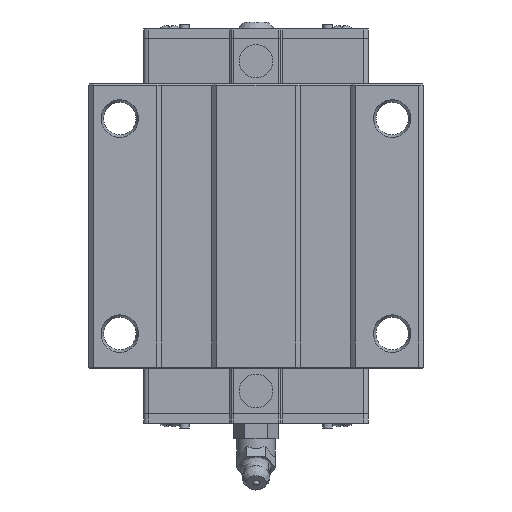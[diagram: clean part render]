
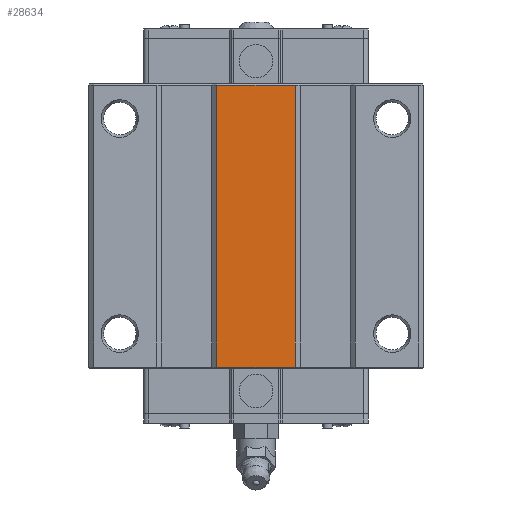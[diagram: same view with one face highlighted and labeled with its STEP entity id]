
A CAD part, front view. The second image highlights one B-rep face of the part: STEP entity #28634.
In plain terms, the highlighted planar face has unit normal (0, -1, 0).
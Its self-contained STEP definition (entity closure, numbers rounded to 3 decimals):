
#677 = DIRECTION ( 'NONE',  ( 1., 0., 0. ) ) ;
#1076 = VECTOR ( 'NONE', #7018, 1000. ) ;
#2224 = CARTESIAN_POINT ( 'NONE',  ( -35., -14.6, -29.5 ) ) ;
#3530 = ORIENTED_EDGE ( 'NONE', *, *, #29471, .F. ) ;
#4761 = EDGE_CURVE ( 'NONE', #28743, #20122, #8329, .T. ) ;
#5781 = AXIS2_PLACEMENT_3D ( 'NONE', #22326, #6681, #24413 ) ;
#5936 = EDGE_CURVE ( 'NONE', #24330, #28743, #15741, .T. ) ;
#6404 = PLANE ( 'NONE',  #5781 ) ;
#6419 = VECTOR ( 'NONE', #677, 1000. ) ;
#6681 = DIRECTION ( 'NONE',  ( 0., 1., 0. ) ) ;
#7018 = DIRECTION ( 'NONE',  ( 0., 0., 1. ) ) ;
#8329 = LINE ( 'NONE', #20060, #9918 ) ;
#8446 = EDGE_LOOP ( 'NONE', ( #14013, #10518, #11606, #3530 ) ) ;
#9918 = VECTOR ( 'NONE', #24685, 1000. ) ;
#10518 = ORIENTED_EDGE ( 'NONE', *, *, #4761, .F. ) ;
#11606 = ORIENTED_EDGE ( 'NONE', *, *, #5936, .F. ) ;
#11758 = CARTESIAN_POINT ( 'NONE',  ( 8.25, -14.6, 29.5 ) ) ;
#13258 = FACE_OUTER_BOUND ( 'NONE', #8446, .T. ) ;
#13749 = EDGE_CURVE ( 'NONE', #16121, #20122, #29344, .T. ) ;
#14013 = ORIENTED_EDGE ( 'NONE', *, *, #13749, .T. ) ;
#14713 = VECTOR ( 'NONE', #15161, 1000. ) ;
#15161 = DIRECTION ( 'NONE',  ( 1., 0., 0. ) ) ;
#15741 = LINE ( 'NONE', #24833, #14713 ) ;
#16121 = VERTEX_POINT ( 'NONE', #19834 ) ;
#18917 = LINE ( 'NONE', #27714, #1076 ) ;
#19256 = CARTESIAN_POINT ( 'NONE',  ( -8.25, -14.6, 29.5 ) ) ;
#19343 = CARTESIAN_POINT ( 'NONE',  ( 8.25, -14.6, -29.5 ) ) ;
#19834 = CARTESIAN_POINT ( 'NONE',  ( -8.25, -14.6, -29.5 ) ) ;
#20060 = CARTESIAN_POINT ( 'NONE',  ( 8.25, -14.6, -29.75 ) ) ;
#20122 = VERTEX_POINT ( 'NONE', #19343 ) ;
#22326 = CARTESIAN_POINT ( 'NONE',  ( -8.25, -14.6, -29.75 ) ) ;
#24330 = VERTEX_POINT ( 'NONE', #19256 ) ;
#24413 = DIRECTION ( 'NONE',  ( -1., 0., 0. ) ) ;
#24685 = DIRECTION ( 'NONE',  ( 0., 0., -1. ) ) ;
#24833 = CARTESIAN_POINT ( 'NONE',  ( -8.25, -14.6, 29.5 ) ) ;
#27714 = CARTESIAN_POINT ( 'NONE',  ( -8.25, -14.6, -29.75 ) ) ;
#28634 = ADVANCED_FACE ( 'NONE', ( #13258 ), #6404, .F. ) ;
#28743 = VERTEX_POINT ( 'NONE', #11758 ) ;
#29344 = LINE ( 'NONE', #2224, #6419 ) ;
#29471 = EDGE_CURVE ( 'NONE', #16121, #24330, #18917, .T. ) ;
